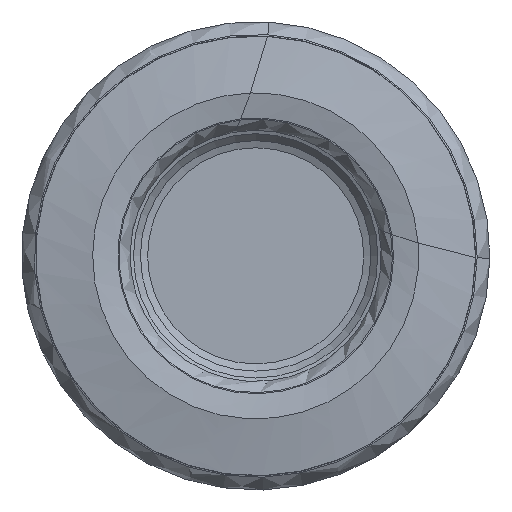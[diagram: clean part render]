
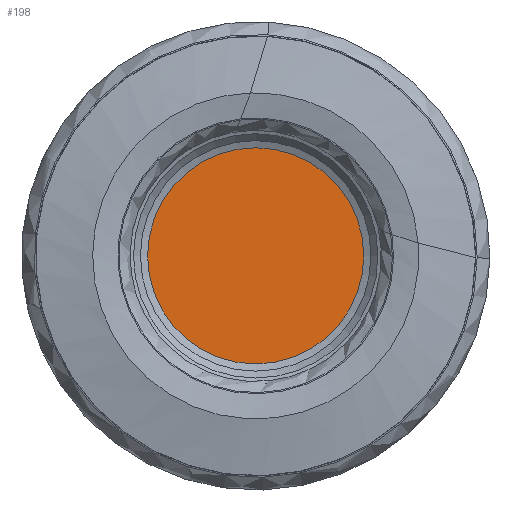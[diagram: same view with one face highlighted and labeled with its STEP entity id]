
A CAD part, left-side view. The second image highlights one B-rep face of the part: STEP entity #198.
In plain terms, the highlighted planar face has unit normal (-1, 0, 0).
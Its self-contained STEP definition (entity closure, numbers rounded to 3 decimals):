
#139=PLANE('',#796);
#142=FACE_OUTER_BOUND('',#311,.T.);
#198=ADVANCED_FACE('',(#142),#139,.F.);
#311=EDGE_LOOP('',(#391));
#391=ORIENTED_EDGE('',*,*,#631,.T.);
#573=VERTEX_POINT('',#1069);
#631=EDGE_CURVE('',#573,#573,#725,.T.);
#725=CIRCLE('',#795,5.767);
#795=AXIS2_PLACEMENT_3D('',#1068,#894,#895);
#796=AXIS2_PLACEMENT_3D('',#1070,#896,#897);
#894=DIRECTION('',(-1.,0.,0.));
#895=DIRECTION('',(0.,0.,1.));
#896=DIRECTION('',(1.,0.,0.));
#897=DIRECTION('',(0.,0.,-1.));
#1068=CARTESIAN_POINT('',(2.,0.,0.));
#1069=CARTESIAN_POINT('',(2.,0.,5.767));
#1070=CARTESIAN_POINT('',(2.,5.767,0.));
